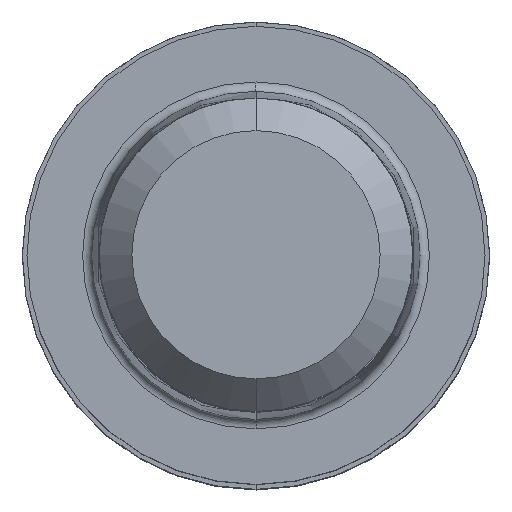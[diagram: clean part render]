
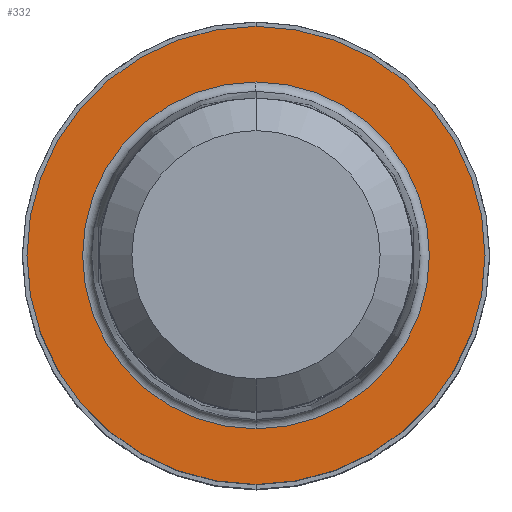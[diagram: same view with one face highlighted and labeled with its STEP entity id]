
A CAD part, top view. The second image highlights one B-rep face of the part: STEP entity #332.
In plain terms, the highlighted planar face has unit normal (0, 0, 1).
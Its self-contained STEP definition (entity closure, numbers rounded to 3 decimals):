
#180=EDGE_CURVE('',#240,#350,#457,.T.);
#184=VERTEX_POINT('',#461);
#240=VERTEX_POINT('',#525);
#294=VERTEX_POINT('',#588);
#324=EDGE_CURVE('',#184,#294,#623,.T.);
#332=ADVANCED_FACE('',(#631,#632),#633,.T.);
#342=EDGE_CURVE('',#350,#240,#643,.T.);
#350=VERTEX_POINT('',#651);
#402=EDGE_CURVE('',#294,#184,#708,.T.);
#457=CIRCLE('',#764,9.8);
#461=CARTESIAN_POINT('',(0.,-7.42,0.01));
#525=CARTESIAN_POINT('',(0.0,9.8,0.01));
#588=CARTESIAN_POINT('',(0.0,7.42,0.01));
#623=CIRCLE('',#972,7.42);
#631=FACE_OUTER_BOUND('',#980,.T.);
#632=FACE_BOUND('',#981,.T.);
#633=PLANE('',#982);
#643=CIRCLE('',#995,9.8);
#651=CARTESIAN_POINT('',(0.,-9.8,0.01));
#708=CIRCLE('',#1084,7.42);
#764=AXIS2_PLACEMENT_3D('',#1137,#1138,#1139);
#972=AXIS2_PLACEMENT_3D('',#1365,#1366,#1367);
#980=EDGE_LOOP('',(#1369,#1370));
#981=EDGE_LOOP('',(#1371,#1372));
#982=AXIS2_PLACEMENT_3D('',#1373,#1374,#1375);
#995=AXIS2_PLACEMENT_3D('',#1377,#1378,#1379);
#1084=AXIS2_PLACEMENT_3D('',#1456,#1457,#1458);
#1137=CARTESIAN_POINT('',(0.0,0.0,0.01));
#1138=DIRECTION('',(0.0,0.0,-1.0));
#1139=DIRECTION('',(0.0,1.0,0.0));
#1365=CARTESIAN_POINT('',(0.0,0.0,0.01));
#1366=DIRECTION('',(0.0,0.0,-1.0));
#1367=DIRECTION('',(0.0,1.0,0.0));
#1369=ORIENTED_EDGE('',*,*,#180,.F.);
#1370=ORIENTED_EDGE('',*,*,#342,.F.);
#1371=ORIENTED_EDGE('',*,*,#402,.T.);
#1372=ORIENTED_EDGE('',*,*,#324,.T.);
#1373=CARTESIAN_POINT('',(0.0,4.9,0.01));
#1374=DIRECTION('',(-0.0,0.0,1.0));
#1375=DIRECTION('',(0.0,-1.0,0.0));
#1377=CARTESIAN_POINT('',(0.0,0.0,0.01));
#1378=DIRECTION('',(0.0,0.0,-1.0));
#1379=DIRECTION('',(0.0,1.0,0.0));
#1456=CARTESIAN_POINT('',(0.0,0.0,0.01));
#1457=DIRECTION('',(0.0,0.0,-1.0));
#1458=DIRECTION('',(0.0,1.0,0.0));
